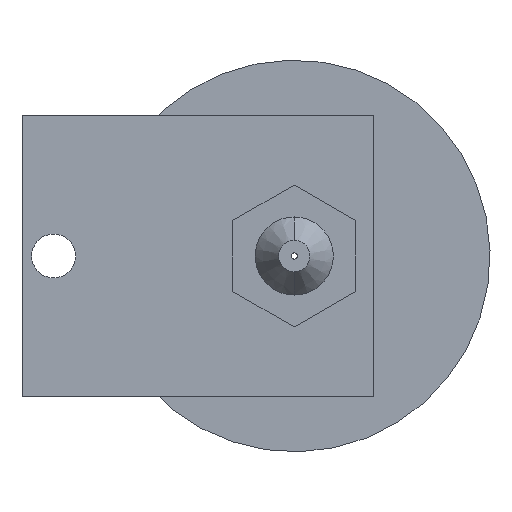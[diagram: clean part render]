
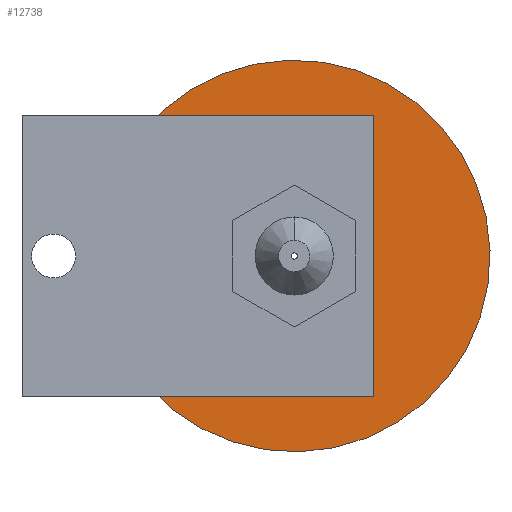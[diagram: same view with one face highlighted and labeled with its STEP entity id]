
A CAD part, front view. The second image highlights one B-rep face of the part: STEP entity #12738.
In plain terms, the highlighted planar face has unit normal (0, -1, 0).
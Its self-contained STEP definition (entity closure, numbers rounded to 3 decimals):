
#48 = CARTESIAN_POINT ( 'NONE',  ( 0.137, -21.35, 3.261 ) ) ;
#139 = CARTESIAN_POINT ( 'NONE',  ( 0.501, -21.35, 3.194 ) ) ;
#530 = FACE_OUTER_BOUND ( 'NONE', #4234, .T. ) ;
#542 = EDGE_CURVE ( 'NONE', #3045, #3031, #721, .T. ) ;
#654 = CARTESIAN_POINT ( 'NONE',  ( 0., -21.35, 0. ) ) ;
#721 = CIRCLE ( 'NONE', #4434, 3. ) ;
#805 = CARTESIAN_POINT ( 'NONE',  ( -2.661, -21.35, 1.867 ) ) ;
#1008 = B_SPLINE_CURVE_WITH_KNOTS ( 'NONE', 3,
 ( #11457, #9195, #9139, #13813, #9284, #3607, #12675, #6973, #139, #48, #4577, #11592, #2347, #10350, #4777, #9342 ),
 .UNSPECIFIED., .F., .F.,
 ( 4, 2, 2, 2, 2, 2, 2, 4 ),
 ( 0.005, 0.006, 0.007, 0.007, 0.008, 0.008, 0.009, 0.009 ),
 .UNSPECIFIED. ) ;
#1102 = CIRCLE ( 'NONE', #8867, 11.15 ) ;
#1938 = CARTESIAN_POINT ( 'NONE',  ( -1.652, -21.35, 2.937 ) ) ;
#2347 = CARTESIAN_POINT ( 'NONE',  ( -0.6, -21.35, 3.269 ) ) ;
#2441 = DIRECTION ( 'NONE',  ( 0., 1., 0. ) ) ;
#2893 = DIRECTION ( 'NONE',  ( 0., 1., 0. ) ) ;
#2895 = AXIS2_PLACEMENT_3D ( 'NONE', #13810, #2441, #5754 ) ;
#2954 = ORIENTED_EDGE ( 'NONE', *, *, #10037, .F. ) ;
#3031 = VERTEX_POINT ( 'NONE', #7967 ) ;
#3045 = VERTEX_POINT ( 'NONE', #13847 ) ;
#3607 = CARTESIAN_POINT ( 'NONE',  ( 1.191, -21.35, 2.937 ) ) ;
#3688 = VERTEX_POINT ( 'NONE', #7593 ) ;
#4234 = EDGE_LOOP ( 'NONE', ( #9377, #5779 ) ) ;
#4263 = CARTESIAN_POINT ( 'NONE',  ( -2.457, -21.35, 2.172 ) ) ;
#4348 = CARTESIAN_POINT ( 'NONE',  ( 0., -21.35, 0. ) ) ;
#4434 = AXIS2_PLACEMENT_3D ( 'NONE', #8327, #5993, #13952 ) ;
#4577 = CARTESIAN_POINT ( 'NONE',  ( -0.046, -21.35, 3.278 ) ) ;
#4751 = DIRECTION ( 'NONE',  ( 0., -1., 0. ) ) ;
#4777 = CARTESIAN_POINT ( 'NONE',  ( -1.146, -21.35, 3.169 ) ) ;
#5123 = DIRECTION ( 'NONE',  ( 0., 0., 1. ) ) ;
#5165 = CARTESIAN_POINT ( 'NONE',  ( 0., -21.35, -11.15 ) ) ;
#5166 = EDGE_CURVE ( 'NONE', #7132, #14372, #1102, .T. ) ;
#5208 = CARTESIAN_POINT ( 'NONE',  ( -2.93, -21.35, -0.642 ) ) ;
#5312 = CARTESIAN_POINT ( 'NONE',  ( -3.026, -21.35, -0.283 ) ) ;
#5754 = DIRECTION ( 'NONE',  ( 0., 0., 1. ) ) ;
#5779 = ORIENTED_EDGE ( 'NONE', *, *, #5166, .F. ) ;
#5811 = EDGE_CURVE ( 'NONE', #9151, #3688, #11789, .T. ) ;
#5993 = DIRECTION ( 'NONE',  ( 0., -1., 0. ) ) ;
#6024 = CARTESIAN_POINT ( 'NONE',  ( 0., -21.35, 0. ) ) ;
#6399 = CARTESIAN_POINT ( 'NONE',  ( 0., -21.35, 11.15 ) ) ;
#6834 = EDGE_CURVE ( 'NONE', #3688, #3045, #10934, .T. ) ;
#6865 = AXIS2_PLACEMENT_3D ( 'NONE', #6024, #4751, #13935 ) ;
#6944 = ORIENTED_EDGE ( 'NONE', *, *, #542, .F. ) ;
#6973 = CARTESIAN_POINT ( 'NONE',  ( 0.681, -21.35, 3.144 ) ) ;
#7132 = VERTEX_POINT ( 'NONE', #6399 ) ;
#7352 = CARTESIAN_POINT ( 'NONE',  ( -1.323, -21.35, 3.111 ) ) ;
#7472 = CARTESIAN_POINT ( 'NONE',  ( -2.987, -21.35, -0.465 ) ) ;
#7593 = CARTESIAN_POINT ( 'NONE',  ( -2.93, -21.35, -0.642 ) ) ;
#7620 = CARTESIAN_POINT ( 'NONE',  ( -1.946, -21.35, 2.714 ) ) ;
#7967 = CARTESIAN_POINT ( 'NONE',  ( 2.495, -21.35, 1.666 ) ) ;
#8327 = CARTESIAN_POINT ( 'NONE',  ( 0., -21.35, 0. ) ) ;
#8867 = AXIS2_PLACEMENT_3D ( 'NONE', #654, #2893, #5123 ) ;
#8975 = PLANE ( 'NONE',  #14153 ) ;
#9139 = CARTESIAN_POINT ( 'NONE',  ( 2.08, -21.35, 2.281 ) ) ;
#9151 = VERTEX_POINT ( 'NONE', #7352 ) ;
#9195 = CARTESIAN_POINT ( 'NONE',  ( 2.32, -21.35, 1.989 ) ) ;
#9284 = CARTESIAN_POINT ( 'NONE',  ( 1.51, -21.35, 2.748 ) ) ;
#9342 = CARTESIAN_POINT ( 'NONE',  ( -1.323, -21.35, 3.111 ) ) ;
#9377 = ORIENTED_EDGE ( 'NONE', *, *, #10530, .F. ) ;
#9744 = CARTESIAN_POINT ( 'NONE',  ( -1.323, -21.35, 3.111 ) ) ;
#9806 = CIRCLE ( 'NONE', #2895, 11.15 ) ;
#10037 = EDGE_CURVE ( 'NONE', #3031, #9151, #1008, .T. ) ;
#10039 = DIRECTION ( 'NONE',  ( 0., 1., 0. ) ) ;
#10064 = EDGE_LOOP ( 'NONE', ( #2954, #6944, #10828, #12941 ) ) ;
#10350 = CARTESIAN_POINT ( 'NONE',  ( -0.966, -21.35, 3.213 ) ) ;
#10530 = EDGE_CURVE ( 'NONE', #14372, #7132, #9806, .T. ) ;
#10828 = ORIENTED_EDGE ( 'NONE', *, *, #6834, .F. ) ;
#10934 = CIRCLE ( 'NONE', #6865, 3. ) ;
#10955 = CARTESIAN_POINT ( 'NONE',  ( -3.043, -21.35, 0.824 ) ) ;
#11457 = CARTESIAN_POINT ( 'NONE',  ( 2.495, -21.35, 1.666 ) ) ;
#11592 = CARTESIAN_POINT ( 'NONE',  ( -0.414, -21.35, 3.282 ) ) ;
#11789 = B_SPLINE_CURVE_WITH_KNOTS ( 'NONE', 3,
 ( #9744, #1938, #7620, #4263, #805, #12045, #10955, #12233, #13216, #5312, #7472, #5208 ),
 .UNSPECIFIED., .F., .F.,
 ( 4, 2, 2, 2, 2, 4 ),
 ( 0., 0.001, 0.002, 0.003, 0.004, 0.004 ),
 .UNSPECIFIED. ) ;
#12045 = CARTESIAN_POINT ( 'NONE',  ( -2.958, -21.35, 1.183 ) ) ;
#12233 = CARTESIAN_POINT ( 'NONE',  ( -3.075, -21.35, 0.266 ) ) ;
#12675 = CARTESIAN_POINT ( 'NONE',  ( 1.025, -21.35, 3.016 ) ) ;
#12738 = ADVANCED_FACE ( 'NONE', ( #530, #13891 ), #8975, .F. ) ;
#12941 = ORIENTED_EDGE ( 'NONE', *, *, #5811, .F. ) ;
#13216 = CARTESIAN_POINT ( 'NONE',  ( -3.07, -21.35, 0.082 ) ) ;
#13358 = DIRECTION ( 'NONE',  ( 0., 0., 1. ) ) ;
#13810 = CARTESIAN_POINT ( 'NONE',  ( 0., -21.35, 0. ) ) ;
#13813 = CARTESIAN_POINT ( 'NONE',  ( 1.661, -21.35, 2.64 ) ) ;
#13847 = CARTESIAN_POINT ( 'NONE',  ( 0., -21.35, -3. ) ) ;
#13891 = FACE_BOUND ( 'NONE', #10064, .T. ) ;
#13935 = DIRECTION ( 'NONE',  ( 0., 0., -1. ) ) ;
#13952 = DIRECTION ( 'NONE',  ( 0., 0., -1. ) ) ;
#14153 = AXIS2_PLACEMENT_3D ( 'NONE', #4348, #10039, #13358 ) ;
#14372 = VERTEX_POINT ( 'NONE', #5165 ) ;
